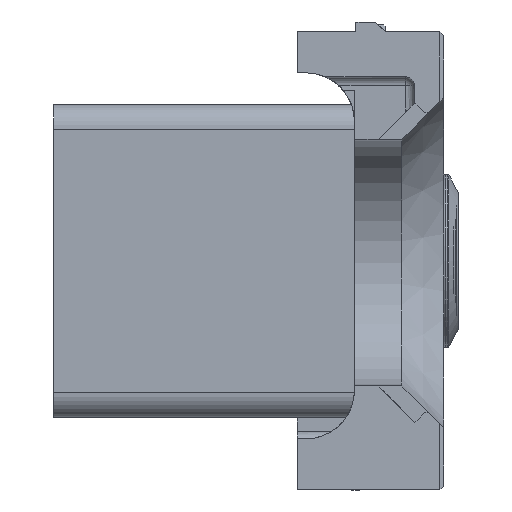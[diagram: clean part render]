
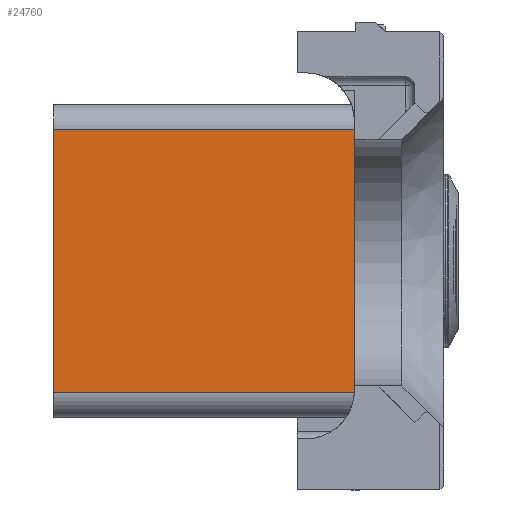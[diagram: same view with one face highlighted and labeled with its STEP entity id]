
A CAD part, front view. The second image highlights one B-rep face of the part: STEP entity #24760.
In plain terms, the highlighted face is planar.
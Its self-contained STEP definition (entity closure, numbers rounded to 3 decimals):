
#1951=FACE_OUTER_BOUND('',#3349,.T.);
#3349=EDGE_LOOP('',(#17415,#17416,#17417,#17418,#17419,#17420,#17421,#17422,
#17423,#17424,#17425,#17426));
#4904=LINE('',#36434,#7639);
#5031=LINE('',#36836,#7766);
#5245=LINE('',#37360,#7980);
#5248=LINE('',#37369,#7983);
#5249=LINE('',#37371,#7984);
#5250=LINE('',#37373,#7985);
#5251=LINE('',#37375,#7986);
#5252=LINE('',#37376,#7987);
#5253=LINE('',#37378,#7988);
#5254=LINE('',#37379,#7989);
#5255=LINE('',#37381,#7990);
#5256=LINE('',#37382,#7991);
#7639=VECTOR('',#28818,1000.);
#7766=VECTOR('',#29083,10.);
#7980=VECTOR('',#29561,10.);
#7983=VECTOR('',#29572,10.);
#7984=VECTOR('',#29573,10.);
#7985=VECTOR('',#29574,10.);
#7986=VECTOR('',#29575,10.);
#7987=VECTOR('',#29576,10.);
#7988=VECTOR('',#29577,2.587);
#7989=VECTOR('',#29578,1000.);
#7990=VECTOR('',#29579,10.);
#7991=VECTOR('',#29580,10.);
#10361=VERTEX_POINT('',#36431);
#10362=VERTEX_POINT('',#36433);
#10535=VERTEX_POINT('',#36833);
#10536=VERTEX_POINT('',#36835);
#10672=VERTEX_POINT('',#37350);
#10674=VERTEX_POINT('',#37358);
#10676=VERTEX_POINT('',#37368);
#10677=VERTEX_POINT('',#37370);
#10678=VERTEX_POINT('',#37372);
#10679=VERTEX_POINT('',#37374);
#10680=VERTEX_POINT('',#37377);
#10681=VERTEX_POINT('',#37380);
#12791=EDGE_CURVE('',#10362,#10361,#4904,.T.);
#12980=EDGE_CURVE('',#10536,#10535,#5031,.T.);
#13237=EDGE_CURVE('',#10672,#10674,#5245,.T.);
#13241=EDGE_CURVE('',#10676,#10672,#5248,.T.);
#13242=EDGE_CURVE('',#10676,#10677,#5249,.T.);
#13243=EDGE_CURVE('',#10678,#10677,#5250,.T.);
#13244=EDGE_CURVE('',#10679,#10678,#5251,.T.);
#13245=EDGE_CURVE('',#10536,#10679,#5252,.T.);
#13246=EDGE_CURVE('',#10680,#10535,#5253,.T.);
#13247=EDGE_CURVE('',#10680,#10362,#5254,.T.);
#13248=EDGE_CURVE('',#10361,#10681,#5255,.T.);
#13249=EDGE_CURVE('',#10674,#10681,#5256,.T.);
#17415=ORIENTED_EDGE('',*,*,#13237,.F.);
#17416=ORIENTED_EDGE('',*,*,#13241,.F.);
#17417=ORIENTED_EDGE('',*,*,#13242,.T.);
#17418=ORIENTED_EDGE('',*,*,#13243,.F.);
#17419=ORIENTED_EDGE('',*,*,#13244,.F.);
#17420=ORIENTED_EDGE('',*,*,#13245,.F.);
#17421=ORIENTED_EDGE('',*,*,#12980,.T.);
#17422=ORIENTED_EDGE('',*,*,#13246,.F.);
#17423=ORIENTED_EDGE('',*,*,#13247,.T.);
#17424=ORIENTED_EDGE('',*,*,#12791,.T.);
#17425=ORIENTED_EDGE('',*,*,#13248,.T.);
#17426=ORIENTED_EDGE('',*,*,#13249,.F.);
#23875=PLANE('',#26349);
#24760=ADVANCED_FACE('',(#1951),#23875,.T.);
#26349=AXIS2_PLACEMENT_3D('',#37367,#29570,#29571);
#28818=DIRECTION('',(1.,0.,0.));
#29083=DIRECTION('',(0.,1.,0.));
#29561=DIRECTION('',(0.,-1.,0.));
#29570=DIRECTION('center_axis',(0.,0.,
1.));
#29571=DIRECTION('ref_axis',(0.,-1.,0.));
#29572=DIRECTION('',(1.,0.,0.));
#29573=DIRECTION('',(0.,1.,0.));
#29574=DIRECTION('',(-1.,0.,0.));
#29575=DIRECTION('',(0.,-1.,0.));
#29576=DIRECTION('',(1.,0.,0.));
#29577=DIRECTION('',(1.,0.,0.));
#29578=DIRECTION('',(0.,-1.,0.));
#29579=DIRECTION('',(0.,1.,0.));
#29580=DIRECTION('',(-1.,0.,0.));
#36431=CARTESIAN_POINT('',(151.225,-162.445,91.898));
#36433=CARTESIAN_POINT('',(114.182,-162.445,91.898));
#36434=CARTESIAN_POINT('',(114.182,-162.445,91.898));
#36833=CARTESIAN_POINT('',(151.225,-135.457,91.898));
#36835=CARTESIAN_POINT('',(151.225,-141.679,91.898));
#36836=CARTESIAN_POINT('',(151.225,-142.204,91.898));
#37350=CARTESIAN_POINT('',(153.782,-155.679,91.898));
#37358=CARTESIAN_POINT('',(153.782,-158.153,91.898));
#37360=CARTESIAN_POINT('',(153.782,-142.298,91.898));
#37367=CARTESIAN_POINT('Origin',(114.182,-135.457,91.898));
#37368=CARTESIAN_POINT('',(151.225,-155.679,91.898));
#37369=CARTESIAN_POINT('',(134.182,-155.679,91.898));
#37370=CARTESIAN_POINT('',(151.225,-144.153,91.898));
#37371=CARTESIAN_POINT('',(151.225,-142.204,91.898));
#37372=CARTESIAN_POINT('',(153.782,-144.153,91.898));
#37373=CARTESIAN_POINT('',(134.182,-144.153,91.898));
#37374=CARTESIAN_POINT('',(153.782,-141.679,91.898));
#37375=CARTESIAN_POINT('',(153.782,-142.298,91.898));
#37376=CARTESIAN_POINT('',(134.182,-141.679,91.898));
#37377=CARTESIAN_POINT('',(114.182,-135.457,91.898));
#37378=CARTESIAN_POINT('',(114.182,-135.457,91.898));
#37379=CARTESIAN_POINT('',(114.182,-135.457,91.898));
#37380=CARTESIAN_POINT('',(151.225,-158.153,91.898));
#37381=CARTESIAN_POINT('',(151.225,-142.204,91.898));
#37382=CARTESIAN_POINT('',(134.182,-158.153,91.898));
